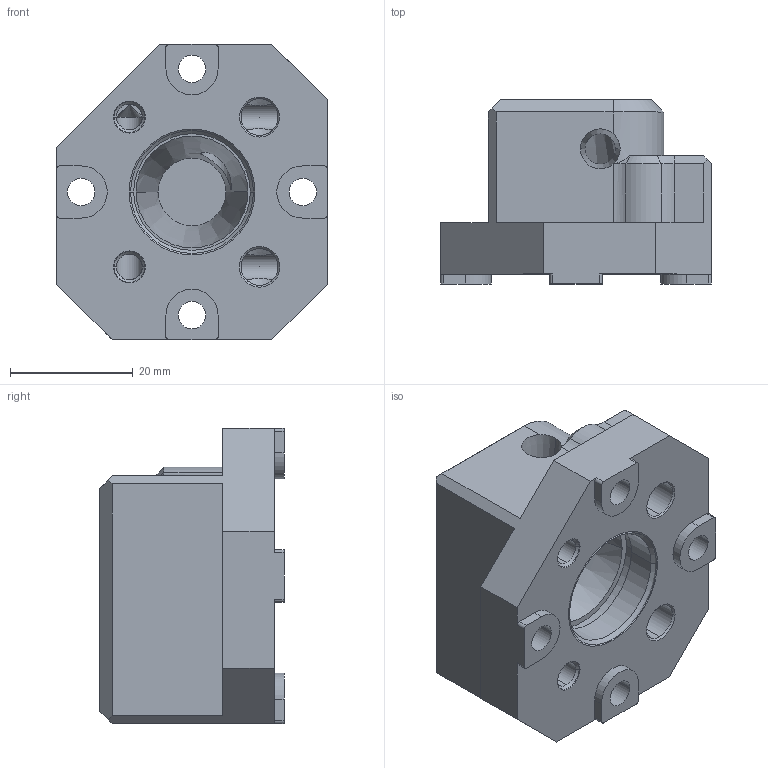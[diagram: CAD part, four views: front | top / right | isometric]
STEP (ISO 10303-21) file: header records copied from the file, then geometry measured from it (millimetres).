
FILE_DESCRIPTION((''),'2;1');
FILE_NAME('1210-16410001','2024-12-24T19:51:03',('admin'),(''),'CREO PARAMETRIC BY PTC INC, 2020053','CREO PARAMETRIC BY PTC INC, 2020053','');
FILE_SCHEMA(('CONFIG_CONTROL_DESIGN','GEOMETRIC_VALIDATION_PROPERTIES_MIM'));
Length unit declared in the file: millimetre
Products named in the file (1): 1210-16410001
Bounding box: 44.1 x 30 x 48.1 mm (x, y, z)
Volume: 28410.1 mm3; surface area: 12804.4 mm2
Topology: 1 solids, 7 shells, 175 faces, 506 edges, 332 vertices
Faces by surface type: plane 69, cylinder 67, cone 39
Entity records: 8599 total; most frequent: CARTESIAN_POINT 1953, DIRECTION 979, ORIENTED_EDGE 978, PRESENTATION_STYLE_ASSIGNMENT 508, STYLED_ITEM 508, CURVE_STYLE 501, EDGE_CURVE 501, AXIS2_PLACEMENT_3D 354
